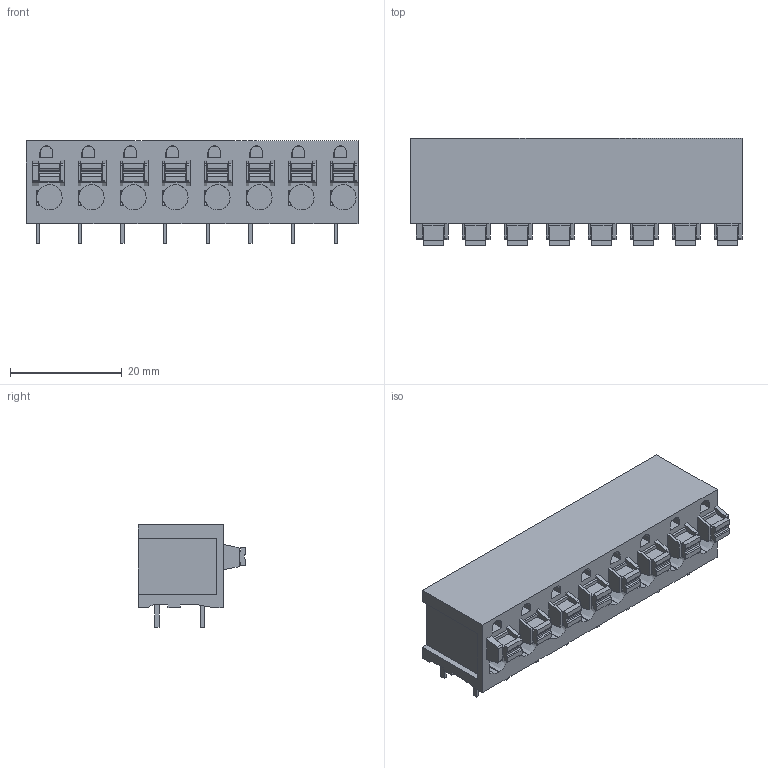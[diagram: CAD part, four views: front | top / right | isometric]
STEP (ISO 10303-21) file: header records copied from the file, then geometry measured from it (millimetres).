
FILE_DESCRIPTION(('CATIA V5R24 STEP','CAx-IF Rec.Pracs.--- Model Styling and Organization---1.4--- 2014-01-23'),'2;1');
FILE_NAME ('1115363-1_0', '2020-02-04T07:23:18+00:00', ('Weidmueller Interface'), ('Weidmueller'), 'CATIA Version 5-6 Release 2016 SP3 HF44', 'CATIA V5 STEP AP214', 'none');
FILE_SCHEMA(('AUTOMOTIVE_DESIGN { 1 0 10303 214 1 1 1 1 }'));
Length unit declared in the file: millimetre
Products named in the file (1): 2667870000
Bounding box: 59.3 x 19.24 x 18.3 mm (x, y, z)
Volume: 12765.4 mm3; surface area: 6204.4 mm2
Topology: 25 solids, 25 shells, 819 faces, 2206 edges, 1460 vertices
Faces by surface type: plane 635, extrusion 88, cylinder 88, cone 8
Entity records: 24276 total; most frequent: CARTESIAN_POINT 5803, ORIENTED_EDGE 4412, DIRECTION 2698, EDGE_CURVE 2206, VECTOR 1935, LINE 1847, VERTEX_POINT 1460, EDGE_LOOP 842
